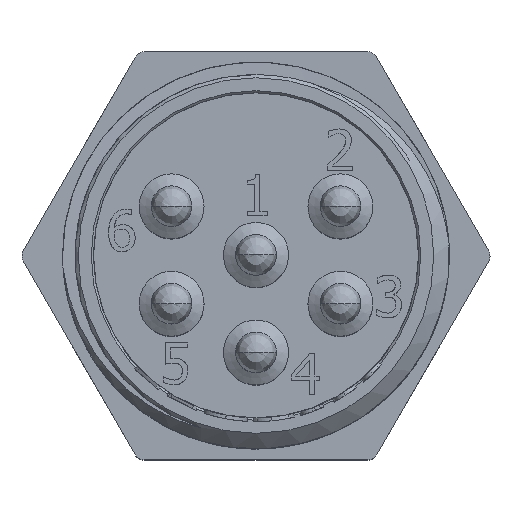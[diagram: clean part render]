
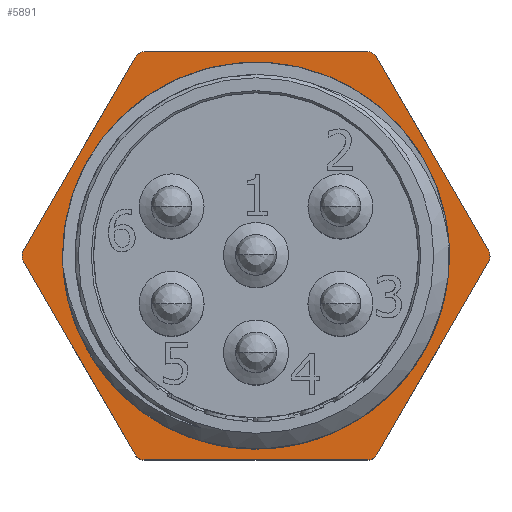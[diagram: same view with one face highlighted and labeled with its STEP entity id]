
A CAD part, top view. The second image highlights one B-rep face of the part: STEP entity #5891.
In plain terms, the highlighted planar face has unit normal (0, 0, 1).
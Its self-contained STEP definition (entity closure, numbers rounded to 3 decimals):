
#172=FACE_BOUND($,#1640,.T.);
#258=CIRCLE($,#6255,0.508);
#280=CIRCLE($,#6288,9.22);
#296=CIRCLE($,#6335,0.508);
#297=CIRCLE($,#6336,0.508);
#298=CIRCLE($,#6337,0.508);
#299=CIRCLE($,#6338,0.508);
#300=CIRCLE($,#6339,0.508);
#1239=FACE_OUTER_BOUND($,#1639,.T.);
#1639=EDGE_LOOP($,(#4272,#4273,#4274,#4275,#4276,#4277,#4278,#4279,#4280,
#4281,#4282,#4283));
#1640=EDGE_LOOP($,(#4284));
#2026=LINE($,#9633,#2368);
#2028=LINE($,#9637,#2370);
#2031=LINE($,#9643,#2373);
#2034=LINE($,#9649,#2376);
#2037=LINE($,#9655,#2379);
#2039=LINE($,#9660,#2381);
#2368=VECTOR($,#6839,10.925);
#2370=VECTOR($,#6843,10.925);
#2373=VECTOR($,#6848,10.925);
#2376=VECTOR($,#6853,10.925);
#2379=VECTOR($,#6858,10.925);
#2381=VECTOR($,#6862,10.925);
#2729=VERTEX_POINT($,#9230);
#2730=VERTEX_POINT($,#9232);
#2752=VERTEX_POINT($,#9288);
#2797=VERTEX_POINT($,#9632);
#2798=VERTEX_POINT($,#9636);
#2799=VERTEX_POINT($,#9640);
#2800=VERTEX_POINT($,#9642);
#2801=VERTEX_POINT($,#9646);
#2802=VERTEX_POINT($,#9648);
#2803=VERTEX_POINT($,#9652);
#2804=VERTEX_POINT($,#9654);
#2805=VERTEX_POINT($,#9658);
#2806=VERTEX_POINT($,#9659);
#3311=EDGE_CURVE($,#2730,#2729,#258,.T.);
#3334=EDGE_CURVE($,#2752,#2752,#280,.T.);
#3384=EDGE_CURVE($,#2729,#2797,#2026,.T.);
#3386=EDGE_CURVE($,#2798,#2730,#2028,.T.);
#3389=EDGE_CURVE($,#2800,#2799,#2031,.T.);
#3392=EDGE_CURVE($,#2802,#2801,#2034,.T.);
#3395=EDGE_CURVE($,#2804,#2803,#2037,.T.);
#3397=EDGE_CURVE($,#2805,#2806,#2039,.T.);
#3400=EDGE_CURVE($,#2797,#2805,#296,.T.);
#3401=EDGE_CURVE($,#2806,#2804,#297,.T.);
#3402=EDGE_CURVE($,#2803,#2802,#298,.T.);
#3403=EDGE_CURVE($,#2801,#2800,#299,.T.);
#3404=EDGE_CURVE($,#2799,#2798,#300,.T.);
#4272=ORIENTED_EDGE($,*,*,#3386,.T.);
#4273=ORIENTED_EDGE($,*,*,#3311,.T.);
#4274=ORIENTED_EDGE($,*,*,#3384,.T.);
#4275=ORIENTED_EDGE($,*,*,#3400,.T.);
#4276=ORIENTED_EDGE($,*,*,#3397,.T.);
#4277=ORIENTED_EDGE($,*,*,#3401,.T.);
#4278=ORIENTED_EDGE($,*,*,#3395,.T.);
#4279=ORIENTED_EDGE($,*,*,#3402,.T.);
#4280=ORIENTED_EDGE($,*,*,#3392,.T.);
#4281=ORIENTED_EDGE($,*,*,#3403,.T.);
#4282=ORIENTED_EDGE($,*,*,#3389,.T.);
#4283=ORIENTED_EDGE($,*,*,#3404,.T.);
#4284=ORIENTED_EDGE($,*,*,#3334,.T.);
#5717=PLANE($,#6334);
#5891=ADVANCED_FACE($,(#1239,#172),#5717,.T.);
#6255=AXIS2_PLACEMENT_3D($,#9233,#6702,#6703);
#6288=AXIS2_PLACEMENT_3D($,#9289,#6769,#6770);
#6334=AXIS2_PLACEMENT_3D($,#9669,#6877,#6878);
#6335=AXIS2_PLACEMENT_3D($,#9670,#6879,#6880);
#6336=AXIS2_PLACEMENT_3D($,#9671,#6881,#6882);
#6337=AXIS2_PLACEMENT_3D($,#9672,#6883,#6884);
#6338=AXIS2_PLACEMENT_3D($,#9673,#6885,#6886);
#6339=AXIS2_PLACEMENT_3D($,#9674,#6887,#6888);
#6702=DIRECTION('center_axis',(0.,0.,1.));
#6703=DIRECTION('ref_axis',(-1.,0.,0.));
#6769=DIRECTION('center_axis',(0.,0.,-1.));
#6770=DIRECTION('ref_axis',(-1.,0.,0.));
#6839=DIRECTION($,(0.5,-0.866,0.));
#6843=DIRECTION($,(-0.5,-0.866,0.));
#6848=DIRECTION($,(-1.,0.,0.));
#6853=DIRECTION($,(-0.5,0.866,0.));
#6858=DIRECTION($,(0.5,0.866,0.));
#6862=DIRECTION($,(1.,0.,0.));
#6877=DIRECTION('center_axis',(0.,0.,1.));
#6878=DIRECTION('ref_axis',(-1.,0.,0.));
#6879=DIRECTION('center_axis',(0.,0.,1.));
#6880=DIRECTION('ref_axis',(-1.,0.,0.));
#6881=DIRECTION('center_axis',(0.,0.,1.));
#6882=DIRECTION('ref_axis',(-1.,0.,0.));
#6883=DIRECTION('center_axis',(0.,0.,1.));
#6884=DIRECTION('ref_axis',(-1.,0.,0.));
#6885=DIRECTION('center_axis',(0.,0.,1.));
#6886=DIRECTION('ref_axis',(-1.,0.,0.));
#6887=DIRECTION('center_axis',(0.,0.,1.));
#6888=DIRECTION('ref_axis',(-1.,0.,0.));
#9230=CARTESIAN_POINT('',(-11.365,-0.254,-9.525));
#9232=CARTESIAN_POINT('',(-11.365,0.254,-9.525));
#9233=CARTESIAN_POINT('Origin',(-10.925,0.,
-9.525));
#9288=CARTESIAN_POINT('',(-9.22,0.,-9.525));
#9289=CARTESIAN_POINT('Origin',(0.,0.,-9.525));
#9632=CARTESIAN_POINT('',(-5.903,-9.716,-9.525));
#9633=CARTESIAN_POINT($,(-11.365,-0.254,-9.525));
#9636=CARTESIAN_POINT('',(-5.903,9.716,-9.525));
#9637=CARTESIAN_POINT($,(-5.903,9.716,-9.525));
#9640=CARTESIAN_POINT('',(-5.463,9.97,-9.525));
#9642=CARTESIAN_POINT('',(5.463,9.97,-9.525));
#9643=CARTESIAN_POINT($,(5.463,9.97,-9.525));
#9646=CARTESIAN_POINT('',(5.903,9.716,-9.525));
#9648=CARTESIAN_POINT('',(11.365,0.254,-9.525));
#9649=CARTESIAN_POINT($,(11.365,0.254,-9.525));
#9652=CARTESIAN_POINT('',(11.365,-0.254,-9.525));
#9654=CARTESIAN_POINT('',(5.903,-9.716,-9.525));
#9655=CARTESIAN_POINT($,(5.903,-9.716,-9.525));
#9658=CARTESIAN_POINT('',(-5.463,-9.97,-9.525));
#9659=CARTESIAN_POINT('',(5.463,-9.97,-9.525));
#9660=CARTESIAN_POINT($,(-5.463,-9.97,-9.525));
#9669=CARTESIAN_POINT('Origin',(0.,0.,-9.525));
#9670=CARTESIAN_POINT('Origin',(-5.463,-9.462,-9.525));
#9671=CARTESIAN_POINT('Origin',(5.463,-9.462,-9.525));
#9672=CARTESIAN_POINT('Origin',(10.925,0.,
-9.525));
#9673=CARTESIAN_POINT('Origin',(5.463,9.462,-9.525));
#9674=CARTESIAN_POINT('Origin',(-5.463,9.462,-9.525));
